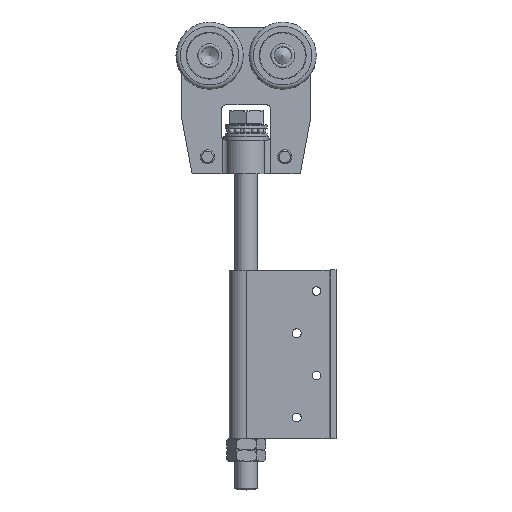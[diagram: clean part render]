
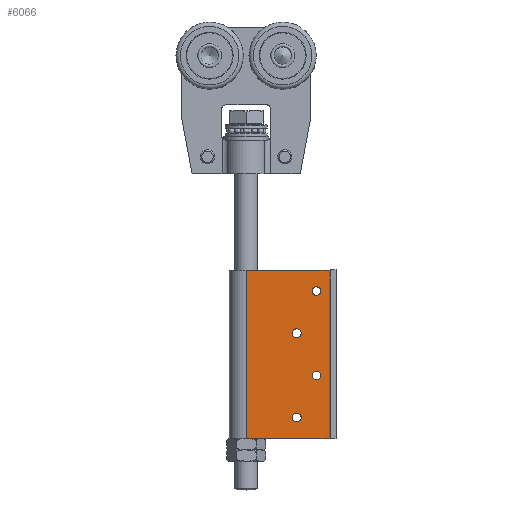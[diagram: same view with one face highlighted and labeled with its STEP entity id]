
A CAD part, top view. The second image highlights one B-rep face of the part: STEP entity #6066.
In plain terms, the highlighted face is planar.
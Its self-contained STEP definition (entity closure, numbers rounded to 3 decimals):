
#339=FACE_BOUND('',#1279,.T.);
#340=FACE_BOUND('',#1280,.T.);
#341=FACE_BOUND('',#1281,.T.);
#342=FACE_BOUND('',#1282,.T.);
#509=PLANE('',#6844);
#849=FACE_OUTER_BOUND('',#1278,.T.);
#1278=EDGE_LOOP('',(#5287,#5288,#5289,#5290));
#1279=EDGE_LOOP('',(#5291));
#1280=EDGE_LOOP('',(#5292));
#1281=EDGE_LOOP('',(#5293));
#1282=EDGE_LOOP('',(#5294));
#1641=LINE('',#11192,#2002);
#1642=LINE('',#11196,#2003);
#1643=LINE('',#11198,#2004);
#1644=LINE('',#11199,#2005);
#2002=VECTOR('',#8521,10.);
#2003=VECTOR('',#8526,10.);
#2004=VECTOR('',#8527,10.);
#2005=VECTOR('',#8528,10.);
#2332=CIRCLE('',#6814,3.1);
#2335=CIRCLE('',#6819,3.1);
#2338=CIRCLE('',#6824,3.1);
#2341=CIRCLE('',#6829,3.1);
#2850=VERTEX_POINT('',#11110);
#2853=VERTEX_POINT('',#11120);
#2856=VERTEX_POINT('',#11130);
#2859=VERTEX_POINT('',#11140);
#2876=VERTEX_POINT('',#11189);
#2877=VERTEX_POINT('',#11191);
#2878=VERTEX_POINT('',#11195);
#2879=VERTEX_POINT('',#11197);
#3647=EDGE_CURVE('',#2850,#2850,#2332,.T.);
#3652=EDGE_CURVE('',#2853,#2853,#2335,.T.);
#3657=EDGE_CURVE('',#2856,#2856,#2338,.T.);
#3662=EDGE_CURVE('',#2859,#2859,#2341,.T.);
#3686=EDGE_CURVE('',#2877,#2876,#1641,.T.);
#3688=EDGE_CURVE('',#2876,#2878,#1642,.T.);
#3689=EDGE_CURVE('',#2879,#2878,#1643,.T.);
#3690=EDGE_CURVE('',#2879,#2877,#1644,.T.);
#5287=ORIENTED_EDGE('',*,*,#3688,.T.);
#5288=ORIENTED_EDGE('',*,*,#3689,.F.);
#5289=ORIENTED_EDGE('',*,*,#3690,.T.);
#5290=ORIENTED_EDGE('',*,*,#3686,.T.);
#5291=ORIENTED_EDGE('',*,*,#3647,.T.);
#5292=ORIENTED_EDGE('',*,*,#3652,.T.);
#5293=ORIENTED_EDGE('',*,*,#3657,.T.);
#5294=ORIENTED_EDGE('',*,*,#3662,.T.);
#6066=ADVANCED_FACE('',(#849,#339,#340,#341,#342),#509,.T.);
#6814=AXIS2_PLACEMENT_3D('',#11112,#8439,#8440);
#6819=AXIS2_PLACEMENT_3D('',#11122,#8451,#8452);
#6824=AXIS2_PLACEMENT_3D('',#11132,#8463,#8464);
#6829=AXIS2_PLACEMENT_3D('',#11142,#8475,#8476);
#6844=AXIS2_PLACEMENT_3D('',#11194,#8524,#8525);
#8439=DIRECTION('center_axis',(0.,-1.,0.));
#8440=DIRECTION('ref_axis',(1.,0.,0.));
#8451=DIRECTION('center_axis',(0.,-1.,0.));
#8452=DIRECTION('ref_axis',(1.,0.,0.));
#8463=DIRECTION('center_axis',(0.,-1.,0.));
#8464=DIRECTION('ref_axis',(1.,0.,0.));
#8475=DIRECTION('center_axis',(0.,-1.,0.));
#8476=DIRECTION('ref_axis',(1.,0.,0.));
#8521=DIRECTION('',(0.,0.,1.));
#8524=DIRECTION('center_axis',(0.,1.,0.));
#8525=DIRECTION('ref_axis',(0.,0.,1.));
#8526=DIRECTION('',(1.,0.,0.));
#8527=DIRECTION('',(0.,0.,1.));
#8528=DIRECTION('',(-1.,0.,0.));
#11110=CARTESIAN_POINT('',(46.932,11.933,75.));
#11112=CARTESIAN_POINT('Origin',(50.032,11.933,75.));
#11120=CARTESIAN_POINT('',(46.932,11.933,15.));
#11122=CARTESIAN_POINT('Origin',(50.032,11.933,15.));
#11130=CARTESIAN_POINT('',(32.932,11.933,45.));
#11132=CARTESIAN_POINT('Origin',(36.032,11.933,45.));
#11140=CARTESIAN_POINT('',(32.932,11.933,105.));
#11142=CARTESIAN_POINT('Origin',(36.032,11.933,105.));
#11189=CARTESIAN_POINT('',(0.032,11.933,120.));
#11191=CARTESIAN_POINT('',(0.032,11.933,0.));
#11192=CARTESIAN_POINT('',(0.032,11.933,0.));
#11194=CARTESIAN_POINT('Origin',(53.132,11.933,0.));
#11195=CARTESIAN_POINT('',(59.032,11.933,120.));
#11196=CARTESIAN_POINT('',(59.032,11.933,120.));
#11197=CARTESIAN_POINT('',(59.032,11.933,0.));
#11198=CARTESIAN_POINT('',(59.032,11.933,0.));
#11199=CARTESIAN_POINT('',(59.032,11.933,0.));
